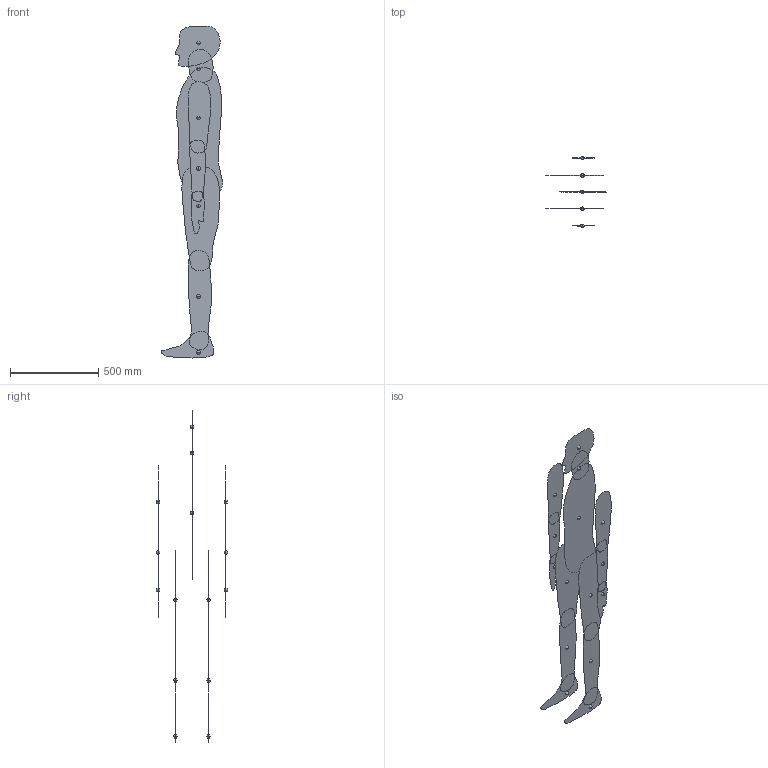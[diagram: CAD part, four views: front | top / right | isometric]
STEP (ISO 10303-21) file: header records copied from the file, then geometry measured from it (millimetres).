
FILE_DESCRIPTION(/* description */ (''),/* implementation_level */ '2;1');
FILE_NAME(/* name */ 'LargeMan2DManikin',/* time_stamp */ '2024-02-13T08:15:18+02:00',/* author */ (''),/* organization */ (''),/* preprocessor_version */ 'ST-DEVELOPER v19.2',/* originating_system */ 'Rhino 8.3',/* authorisation */ '');
FILE_SCHEMA (('CONFIG_CONTROL_DESIGN'));
Length unit declared in the file: millimetre
Products named in the file (1): Document
Bounding box: 346.93 x 404 x 1880.8 mm (x, y, z)
Volume: 62911.2 mm3; surface area: 796524.9 mm2
Topology: 15 solids, 30 shells, 45 faces, 185 edges, 146 vertices
Faces by surface type: bspline 30, plane 15
Entity records: 2501 total; most frequent: CARTESIAN_POINT 1618, DIRECTION 171, AXIS2_PLACEMENT_3D 93, ORIENTED_EDGE 75, CIRCLE 74, B_SPLINE_CURVE_WITH_KNOTS 51, ADVANCED_FACE 45, FACE_OUTER_BOUND 45
